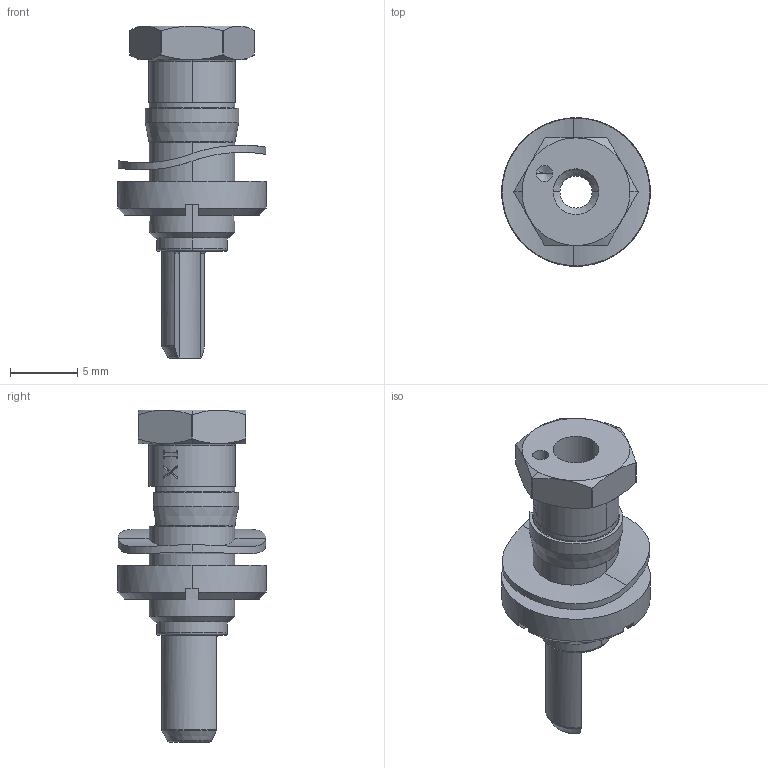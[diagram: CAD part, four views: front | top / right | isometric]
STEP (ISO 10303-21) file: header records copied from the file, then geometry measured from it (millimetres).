
FILE_DESCRIPTION((''),'2;1');
FILE_NAME('00190116000','2019-09-20T',('presta_be4'),(''),'PRO/ENGINEER BY PARAMETRIC TECHNOLOGY CORPORATION, 2014310','PRO/ENGINEER BY PARAMETRIC TECHNOLOGY CORPORATION, 2014310','');
FILE_SCHEMA(('CONFIG_CONTROL_DESIGN'));
Length unit declared in the file: millimetre
Products named in the file (1): 00190116000
Bounding box: 11.01 x 11.01 x 24.6 mm (x, y, z)
Volume: 651.6 mm3; surface area: 1133 mm2
Topology: 2 solids, 2 shells, 148 faces, 394 edges, 255 vertices
Faces by surface type: plane 64, cylinder 40, cone 20, extrusion 13, torus 11
Entity records: 6348 total; most frequent: CARTESIAN_POINT 2684, ORIENTED_EDGE 784, DIRECTION 712, EDGE_CURVE 392, AXIS2_PLACEMENT_3D 258, VERTEX_POINT 255, VECTOR 196, LINE 183
